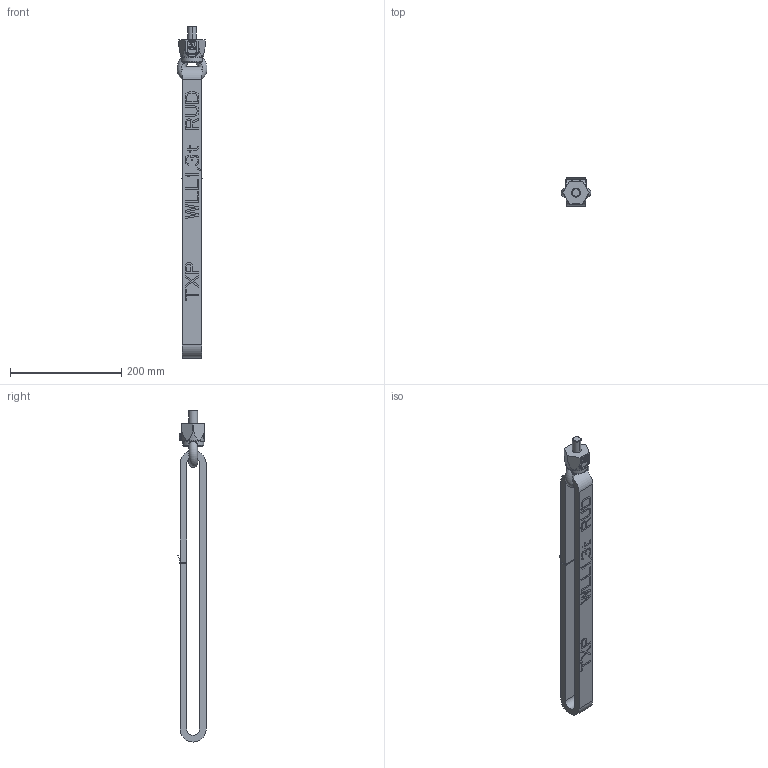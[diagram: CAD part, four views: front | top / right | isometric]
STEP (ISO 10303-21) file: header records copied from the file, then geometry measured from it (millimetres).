
FILE_DESCRIPTION((''),'2;1');
FILE_NAME('001-M36300-P-1_ASM','2021-03-10T',('Anja.Joas'),(''),'PRO/ENGINEER BY PARAMETRIC TECHNOLOGY CORPORATION, 2011490','PRO/ENGINEER BY PARAMETRIC TECHNOLOGY CORPORATION, 2011490','');
FILE_SCHEMA(('CONFIG_CONTROL_DESIGN'));
Length unit declared in the file: millimetre
Products named in the file (5): 001-M31523-P-40; 001-M34899-P-5_AF2; 001-M36245-P-1; 001-M36246-P-1; 001-M36300-P-1_ASM
Assembly tree (4 placements, depth 2):
  001-M36300-P-1_ASM
    001-M31523-P-40
    001-M34899-P-5_AF2
    001-M36245-P-1
    001-M36246-P-1
Bounding box: 53.94 x 50.95 x 597 mm (x, y, z)
Volume: 512051.1 mm3; surface area: 122489.9 mm2
Topology: 4 solids, 4 shells, 1205 faces, 3322 edges, 2185 vertices
Faces by surface type: plane 1086, cylinder 45, bspline 35, torus 26, cone 11, sphere 2
Entity records: 39585 total; most frequent: CARTESIAN_POINT 8962, ORIENTED_EDGE 6644, DIRECTION 5728, EDGE_CURVE 3322, VECTOR 3056, LINE 3056, VERTEX_POINT 2185, AXIS2_PLACEMENT_3D 1336
